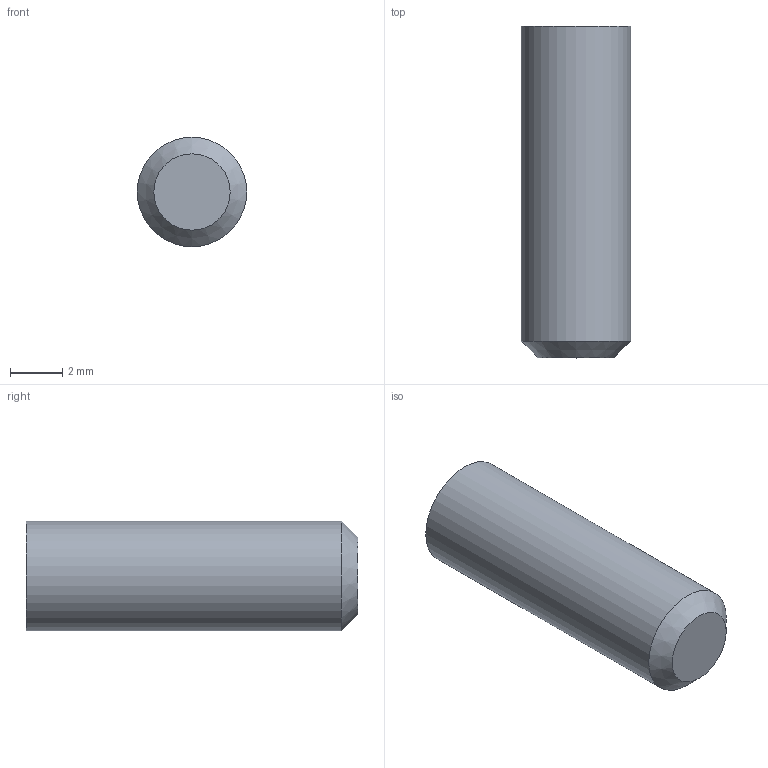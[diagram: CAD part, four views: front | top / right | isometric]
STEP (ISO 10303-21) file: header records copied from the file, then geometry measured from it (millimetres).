
FILE_DESCRIPTION(/* description */ (''),/* implementation_level */ '2;1');
FILE_NAME(/* name */ 'Coupler 8-32 x 0.500''''.ipt.step',/* time_stamp */ '2020-04-16T23:20:37-04:00',/* author */ ('Jordan'),/* organization */ (''),/* preprocessor_version */ 'ST-DEVELOPER v17',/* originating_system */ 'Autodesk Inventor 2019',/* authorisation */ '');
FILE_SCHEMA (('AUTOMOTIVE_DESIGN { 1 0 10303 214 3 1 1 }'));
Length unit declared in the file: inch
Products named in the file (1): Coupler 8-32 x 0.500''
Bounding box: 4.19 x 12.7 x 4.19 mm (x, y, z)
Volume: 168.5 mm3; surface area: 198.1 mm2
Topology: 1 solids, 1 shells, 11 faces, 26 edges, 18 vertices
Faces by surface type: plane 9, cylinder 1, cone 1
Full cylindrical faces by diameter (mm): 4.191 x1
Entity records: 363 total; most frequent: DIRECTION 56, CARTESIAN_POINT 56, ORIENTED_EDGE 52, EDGE_CURVE 26, LINE 20, VECTOR 20, VERTEX_POINT 18, AXIS2_PLACEMENT_3D 18
